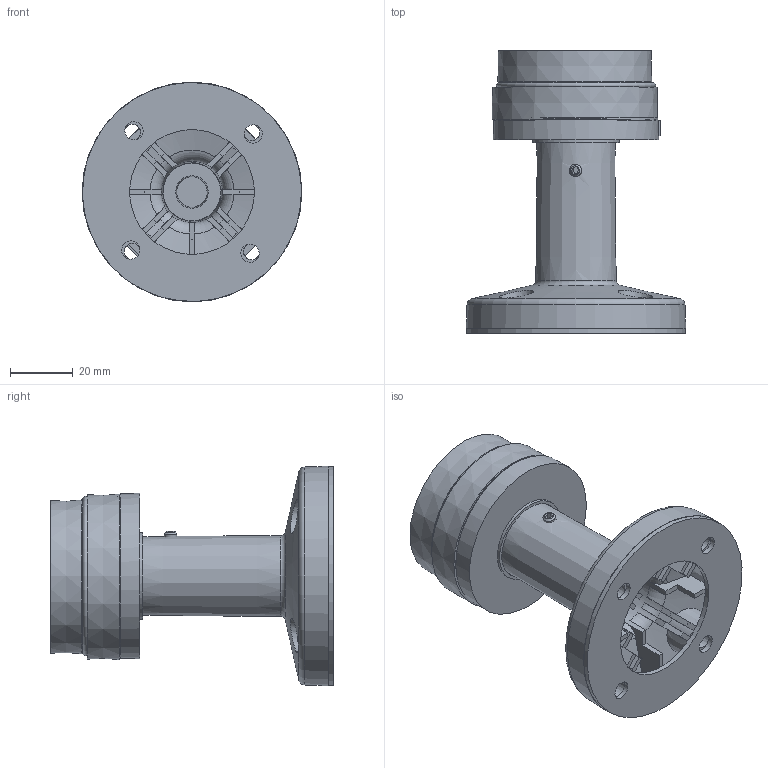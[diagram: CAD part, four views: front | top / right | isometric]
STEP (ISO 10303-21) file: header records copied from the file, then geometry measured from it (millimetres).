
FILE_DESCRIPTION((''),'2;1');
FILE_NAME('TL_ShortBase.stp','2015-07-31T12:50:47',('CAD Station'),(''),'Autodesk Inventor 2013','Autodesk Inventor 2013','');
FILE_SCHEMA(('CONFIG_CONTROL_DESIGN'));
Length unit declared in the file: millimetre
Products named in the file (13): TL_ShortBase; 4; 6; 7; 8; 9; 10; Assem1; 3; Assem3; 1; 2; 5
Assembly tree (17 placements, depth 4):
  TL_ShortBase
    4
    6
    7  x2
    8
    9
    10
    Assem1
      3
      Assem3  x5
        1
        2
    5
Bounding box: 69.9 x 89.97 x 69.9 mm (x, y, z)
Volume: 69311.3 mm3; surface area: 56465.6 mm2
Topology: 19 solids, 19 shells, 787 faces, 2069 edges, 1366 vertices
Faces by surface type: plane 489, cone 125, cylinder 115, bspline 29, torus 27, revolution 2
Full cylindrical faces by diameter (mm): 2.394 x2, 2.459 x5, 2.541 x2, 2.927 x2, 3 x10, 3.8 x10, 3.9 x5, 4 x1, 5 x5, 5.5 x2, 5.6 x1, 5.8 x4, 7.6 x1, 8.5 x2, 10.5 x2, 39.7 x1, 44.702 x1, 45.1 x1, 45.7 x1, 46.7 x1, 47.05 x1, 52 x1, 69.7 x1
Entity records: 19624 total; most frequent: CARTESIAN_POINT 5647, ORIENTED_EDGE 2782, DIRECTION 2736, EDGE_CURVE 1391, AXIS2_PLACEMENT_3D 985, VERTEX_POINT 967, VECTOR 765, LINE 765
